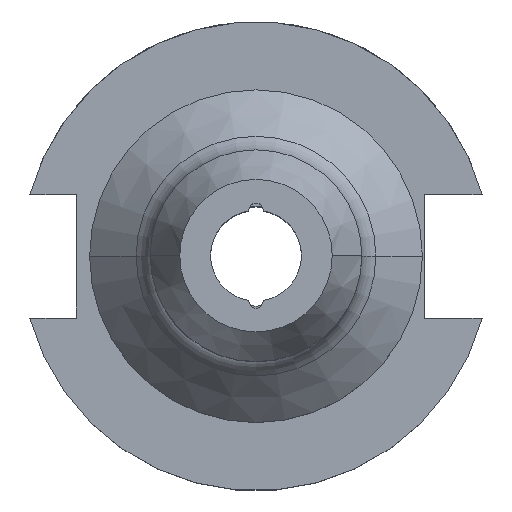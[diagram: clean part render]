
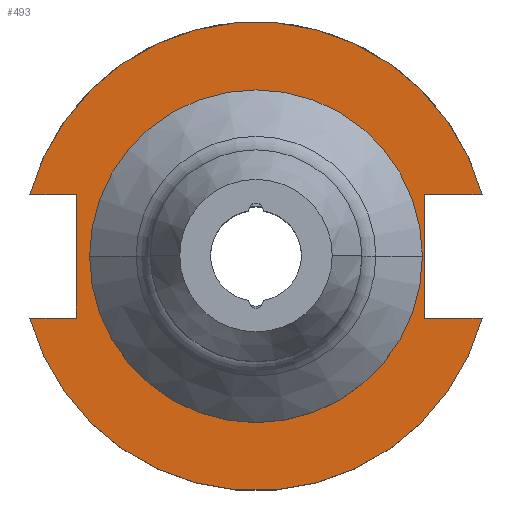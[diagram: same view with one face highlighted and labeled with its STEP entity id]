
A CAD part, top view. The second image highlights one B-rep face of the part: STEP entity #493.
In plain terms, the highlighted planar face has unit normal (0, 0, 1).
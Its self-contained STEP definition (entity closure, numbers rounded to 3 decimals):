
#7 = ORIENTED_EDGE ( 'NONE', *, *, #1067, .T. ) ;
#128 = ORIENTED_EDGE ( 'NONE', *, *, #1670, .T. ) ;
#135 = CARTESIAN_POINT ( 'NONE',  ( 47.477, 12.954, 19.05 ) ) ;
#159 = VERTEX_POINT ( 'NONE', #218 ) ;
#171 = DIRECTION ( 'NONE',  ( 0., -1., 0. ) ) ;
#186 = FACE_BOUND ( 'NONE', #1952, .T. ) ;
#218 = CARTESIAN_POINT ( 'NONE',  ( 0., -34.925, 19.05 ) ) ;
#248 = VERTEX_POINT ( 'NONE', #903 ) ;
#277 = CARTESIAN_POINT ( 'NONE',  ( 0., 0., 19.05 ) ) ;
#300 = EDGE_CURVE ( 'NONE', #648, #890, #521, .T. ) ;
#312 = VERTEX_POINT ( 'NONE', #1528 ) ;
#334 = CARTESIAN_POINT ( 'NONE',  ( 35.306, 12.954, 19.05 ) ) ;
#409 = ORIENTED_EDGE ( 'NONE', *, *, #300, .T. ) ;
#431 = VECTOR ( 'NONE', #1821, 1000. ) ;
#464 = DIRECTION ( 'NONE',  ( 1., 0., 0. ) ) ;
#493 = ADVANCED_FACE ( 'NONE', ( #186, #588 ), #1207, .T. ) ;
#513 = LINE ( 'NONE', #1682, #927 ) ;
#521 = LINE ( 'NONE', #744, #1238 ) ;
#532 = EDGE_CURVE ( 'NONE', #1875, #159, #1657, .T. ) ;
#541 = ORIENTED_EDGE ( 'NONE', *, *, #568, .T. ) ;
#568 = EDGE_CURVE ( 'NONE', #1382, #248, #1906, .T. ) ;
#573 = AXIS2_PLACEMENT_3D ( 'NONE', #1702, #1562, #1258 ) ;
#588 = FACE_OUTER_BOUND ( 'NONE', #1781, .T. ) ;
#604 = EDGE_CURVE ( 'NONE', #159, #1875, #1133, .T. ) ;
#610 = ORIENTED_EDGE ( 'NONE', *, *, #532, .T. ) ;
#648 = VERTEX_POINT ( 'NONE', #1540 ) ;
#706 = AXIS2_PLACEMENT_3D ( 'NONE', #1878, #1729, #1284 ) ;
#729 = ORIENTED_EDGE ( 'NONE', *, *, #1731, .T. ) ;
#744 = CARTESIAN_POINT ( 'NONE',  ( 0., 12.954, 19.05 ) ) ;
#774 = DIRECTION ( 'NONE',  ( 0., 0., -1. ) ) ;
#776 = DIRECTION ( 'NONE',  ( 1., 0., 0. ) ) ;
#890 = VERTEX_POINT ( 'NONE', #1854 ) ;
#899 = CIRCLE ( 'NONE', #1321, 49.213 ) ;
#902 = DIRECTION ( 'NONE',  ( 1., 0., 0. ) ) ;
#903 = CARTESIAN_POINT ( 'NONE',  ( -47.477, -12.954, 19.05 ) ) ;
#905 = CARTESIAN_POINT ( 'NONE',  ( -37.719, -12.954, 19.05 ) ) ;
#907 = VECTOR ( 'NONE', #1095, 1000. ) ;
#920 = CARTESIAN_POINT ( 'NONE',  ( 0., -12.954, 19.05 ) ) ;
#923 = EDGE_CURVE ( 'NONE', #1547, #312, #513, .T. ) ;
#927 = VECTOR ( 'NONE', #1565, 1000. ) ;
#954 = DIRECTION ( 'NONE',  ( -1., 0., 0. ) ) ;
#1065 = DIRECTION ( 'NONE',  ( 0., 0., 1. ) ) ;
#1067 = EDGE_CURVE ( 'NONE', #1655, #648, #1535, .T. ) ;
#1073 = CARTESIAN_POINT ( 'NONE',  ( -48.047, -49.803, 19.05 ) ) ;
#1095 = DIRECTION ( 'NONE',  ( 0., 1., 0. ) ) ;
#1099 = CARTESIAN_POINT ( 'NONE',  ( 0., 34.925, 19.05 ) ) ;
#1104 = CARTESIAN_POINT ( 'NONE',  ( 47.477, -12.954, 19.05 ) ) ;
#1133 = CIRCLE ( 'NONE', #573, 34.925 ) ;
#1207 = PLANE ( 'NONE',  #1530 ) ;
#1238 = VECTOR ( 'NONE', #776, 1000. ) ;
#1253 = EDGE_CURVE ( 'NONE', #248, #1547, #899, .T. ) ;
#1258 = DIRECTION ( 'NONE',  ( 0., -1., 0. ) ) ;
#1264 = LINE ( 'NONE', #1672, #431 ) ;
#1284 = DIRECTION ( 'NONE',  ( 1., 0., 0. ) ) ;
#1288 = ORIENTED_EDGE ( 'NONE', *, *, #1743, .T. ) ;
#1309 = LINE ( 'NONE', #1663, #907 ) ;
#1321 = AXIS2_PLACEMENT_3D ( 'NONE', #1512, #1896, #1880 ) ;
#1382 = VERTEX_POINT ( 'NONE', #905 ) ;
#1424 = ORIENTED_EDGE ( 'NONE', *, *, #604, .T. ) ;
#1512 = CARTESIAN_POINT ( 'NONE',  ( 0., 0., 19.05 ) ) ;
#1515 = VECTOR ( 'NONE', #954, 1000. ) ;
#1528 = CARTESIAN_POINT ( 'NONE',  ( 35.306, -12.954, 19.05 ) ) ;
#1530 = AXIS2_PLACEMENT_3D ( 'NONE', #1073, #1065, #902 ) ;
#1535 = CIRCLE ( 'NONE', #706, 49.213 ) ;
#1540 = CARTESIAN_POINT ( 'NONE',  ( -47.477, 12.954, 19.05 ) ) ;
#1541 = ORIENTED_EDGE ( 'NONE', *, *, #923, .T. ) ;
#1547 = VERTEX_POINT ( 'NONE', #1104 ) ;
#1562 = DIRECTION ( 'NONE',  ( 0., 0., -1. ) ) ;
#1565 = DIRECTION ( 'NONE',  ( -1., 0., 0. ) ) ;
#1620 = VECTOR ( 'NONE', #464, 1000. ) ;
#1645 = VERTEX_POINT ( 'NONE', #334 ) ;
#1655 = VERTEX_POINT ( 'NONE', #135 ) ;
#1657 = CIRCLE ( 'NONE', #1817, 34.925 ) ;
#1663 = CARTESIAN_POINT ( 'NONE',  ( 35.306, 0., 19.05 ) ) ;
#1670 = EDGE_CURVE ( 'NONE', #312, #1645, #1309, .T. ) ;
#1672 = CARTESIAN_POINT ( 'NONE',  ( -37.719, 0., 19.05 ) ) ;
#1677 = ORIENTED_EDGE ( 'NONE', *, *, #1253, .T. ) ;
#1682 = CARTESIAN_POINT ( 'NONE',  ( 0., -12.954, 19.05 ) ) ;
#1702 = CARTESIAN_POINT ( 'NONE',  ( 0., 0., 19.05 ) ) ;
#1715 = LINE ( 'NONE', #1953, #1620 ) ;
#1729 = DIRECTION ( 'NONE',  ( 0., 0., 1. ) ) ;
#1731 = EDGE_CURVE ( 'NONE', #890, #1382, #1264, .T. ) ;
#1743 = EDGE_CURVE ( 'NONE', #1645, #1655, #1715, .T. ) ;
#1781 = EDGE_LOOP ( 'NONE', ( #729, #541, #1677, #1541, #128, #1288, #7, #409 ) ) ;
#1817 = AXIS2_PLACEMENT_3D ( 'NONE', #277, #774, #171 ) ;
#1821 = DIRECTION ( 'NONE',  ( 0., -1., 0. ) ) ;
#1854 = CARTESIAN_POINT ( 'NONE',  ( -37.719, 12.954, 19.05 ) ) ;
#1875 = VERTEX_POINT ( 'NONE', #1099 ) ;
#1878 = CARTESIAN_POINT ( 'NONE',  ( 0., 0., 19.05 ) ) ;
#1880 = DIRECTION ( 'NONE',  ( 1., 0., 0. ) ) ;
#1896 = DIRECTION ( 'NONE',  ( 0., 0., 1. ) ) ;
#1906 = LINE ( 'NONE', #920, #1515 ) ;
#1952 = EDGE_LOOP ( 'NONE', ( #1424, #610 ) ) ;
#1953 = CARTESIAN_POINT ( 'NONE',  ( 0., 12.954, 19.05 ) ) ;
